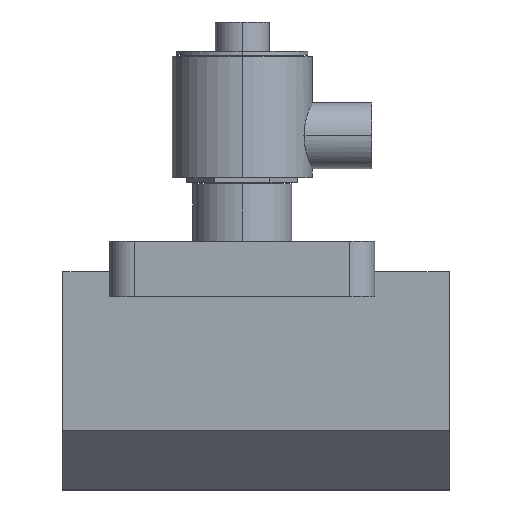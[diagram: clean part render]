
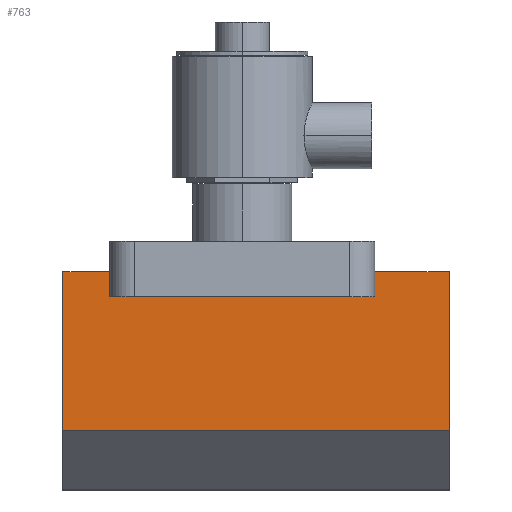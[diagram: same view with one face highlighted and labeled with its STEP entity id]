
A CAD part, top view. The second image highlights one B-rep face of the part: STEP entity #763.
In plain terms, the highlighted planar face has unit normal (0, 0, 1).
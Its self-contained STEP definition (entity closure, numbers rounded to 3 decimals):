
#8 = VERTEX_POINT ( 'NONE', #400 ) ;
#35 = EDGE_CURVE ( 'NONE', #188, #1237, #275, .T. ) ;
#76 = EDGE_CURVE ( 'NONE', #1838, #1157, #741, .T. ) ;
#101 = VECTOR ( 'NONE', #1765, 1000. ) ;
#154 = EDGE_CURVE ( 'NONE', #188, #806, #1619, .T. ) ;
#159 = CARTESIAN_POINT ( 'NONE',  ( 75., -24.8, 37. ) ) ;
#185 = DIRECTION ( 'NONE',  ( -1., 0., 0. ) ) ;
#188 = VERTEX_POINT ( 'NONE', #1792 ) ;
#200 = VECTOR ( 'NONE', #1921, 1000. ) ;
#209 = CARTESIAN_POINT ( 'NONE',  ( 48., -33.8, 37. ) ) ;
#221 = EDGE_CURVE ( 'NONE', #1103, #1838, #343, .T. ) ;
#273 = LINE ( 'NONE', #1481, #101 ) ;
#275 = LINE ( 'NONE', #1593, #200 ) ;
#319 = ORIENTED_EDGE ( 'NONE', *, *, #1026, .F. ) ;
#343 = LINE ( 'NONE', #363, #1153 ) ;
#363 = CARTESIAN_POINT ( 'NONE',  ( 75., -24.8, 37. ) ) ;
#370 = EDGE_CURVE ( 'NONE', #1237, #1157, #558, .T. ) ;
#387 = ORIENTED_EDGE ( 'NONE', *, *, #221, .T. ) ;
#399 = CARTESIAN_POINT ( 'NONE',  ( 48., -24.8, 37. ) ) ;
#400 = CARTESIAN_POINT ( 'NONE',  ( -48., -33.8, 37. ) ) ;
#444 = EDGE_LOOP ( 'NONE', ( #319, #387, #1169, #1909, #637, #1604, #1687, #722 ) ) ;
#550 = DIRECTION ( 'NONE',  ( 0., 1., 0. ) ) ;
#557 = CARTESIAN_POINT ( 'NONE',  ( -65., -24.8, 37. ) ) ;
#558 = LINE ( 'NONE', #856, #746 ) ;
#637 = ORIENTED_EDGE ( 'NONE', *, *, #35, .F. ) ;
#722 = ORIENTED_EDGE ( 'NONE', *, *, #1335, .F. ) ;
#741 = LINE ( 'NONE', #911, #853 ) ;
#746 = VECTOR ( 'NONE', #1437, 1000. ) ;
#752 = DIRECTION ( 'NONE',  ( -1., 0., 0. ) ) ;
#763 = ADVANCED_FACE ( 'NONE', ( #1583 ), #983, .F. ) ;
#766 = DIRECTION ( 'NONE',  ( 1., 0., 0. ) ) ;
#777 = VECTOR ( 'NONE', #1683, 1000. ) ;
#806 = VERTEX_POINT ( 'NONE', #399 ) ;
#836 = VECTOR ( 'NONE', #766, 1000. ) ;
#853 = VECTOR ( 'NONE', #1500, 1000. ) ;
#856 = CARTESIAN_POINT ( 'NONE',  ( 75., -82.3, 37. ) ) ;
#868 = VECTOR ( 'NONE', #752, 1000. ) ;
#911 = CARTESIAN_POINT ( 'NONE',  ( -65., -24.8, 37. ) ) ;
#949 = CARTESIAN_POINT ( 'NONE',  ( 75., -24.8, 37. ) ) ;
#983 = PLANE ( 'NONE',  #1341 ) ;
#1017 = CARTESIAN_POINT ( 'NONE',  ( 75., -82.3, 37. ) ) ;
#1026 = EDGE_CURVE ( 'NONE', #1103, #8, #273, .T. ) ;
#1103 = VERTEX_POINT ( 'NONE', #1229 ) ;
#1153 = VECTOR ( 'NONE', #185, 1000. ) ;
#1157 = VERTEX_POINT ( 'NONE', #1803 ) ;
#1169 = ORIENTED_EDGE ( 'NONE', *, *, #76, .T. ) ;
#1229 = CARTESIAN_POINT ( 'NONE',  ( -48., -24.8, 37. ) ) ;
#1237 = VERTEX_POINT ( 'NONE', #1017 ) ;
#1250 = LINE ( 'NONE', #209, #836 ) ;
#1318 = EDGE_CURVE ( 'NONE', #1489, #806, #1543, .T. ) ;
#1335 = EDGE_CURVE ( 'NONE', #8, #1489, #1250, .T. ) ;
#1341 = AXIS2_PLACEMENT_3D ( 'NONE', #949, #1561, #550 ) ;
#1382 = CARTESIAN_POINT ( 'NONE',  ( 48., -33.8, 37. ) ) ;
#1437 = DIRECTION ( 'NONE',  ( -1., 0., 0. ) ) ;
#1481 = CARTESIAN_POINT ( 'NONE',  ( -48., -33.8, 37. ) ) ;
#1489 = VERTEX_POINT ( 'NONE', #1659 ) ;
#1500 = DIRECTION ( 'NONE',  ( 0., -1., 0. ) ) ;
#1543 = LINE ( 'NONE', #1382, #777 ) ;
#1561 = DIRECTION ( 'NONE',  ( 0., 0., -1. ) ) ;
#1583 = FACE_OUTER_BOUND ( 'NONE', #444, .T. ) ;
#1593 = CARTESIAN_POINT ( 'NONE',  ( 75., -24.8, 37. ) ) ;
#1604 = ORIENTED_EDGE ( 'NONE', *, *, #154, .T. ) ;
#1619 = LINE ( 'NONE', #159, #868 ) ;
#1659 = CARTESIAN_POINT ( 'NONE',  ( 48., -33.8, 37. ) ) ;
#1683 = DIRECTION ( 'NONE',  ( 0., 1., 0. ) ) ;
#1687 = ORIENTED_EDGE ( 'NONE', *, *, #1318, .F. ) ;
#1765 = DIRECTION ( 'NONE',  ( 0., -1., 0. ) ) ;
#1792 = CARTESIAN_POINT ( 'NONE',  ( 75., -24.8, 37. ) ) ;
#1803 = CARTESIAN_POINT ( 'NONE',  ( -65., -82.3, 37. ) ) ;
#1838 = VERTEX_POINT ( 'NONE', #557 ) ;
#1909 = ORIENTED_EDGE ( 'NONE', *, *, #370, .F. ) ;
#1921 = DIRECTION ( 'NONE',  ( 0., -1., 0. ) ) ;
